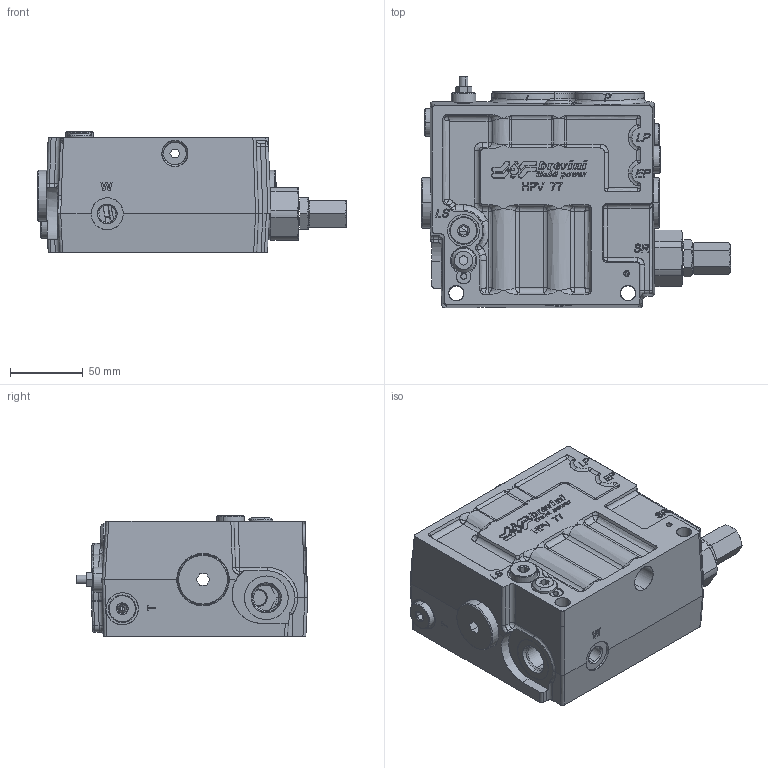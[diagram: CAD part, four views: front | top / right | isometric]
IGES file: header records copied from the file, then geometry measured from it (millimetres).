
Start section: SolidWorks IGES file using analytic representation for surfaces
Global section: file name: HSE0007701204.igs; native system: SolidWorks 2012; preprocessor: SolidWorks 2012; author: ARUTPUT15; date: 131005.122133; units: millimetre
Bounding box: 212.5 x 159.1 x 83 mm (x, y, z)
Surface area: 128282.5 mm2 (no closed solid volume)
Topology: 0 solids, 0 shells, 1543 faces, 18328 edges, 18279 vertices
Faces by surface type: bspline 1062, revolution 481
